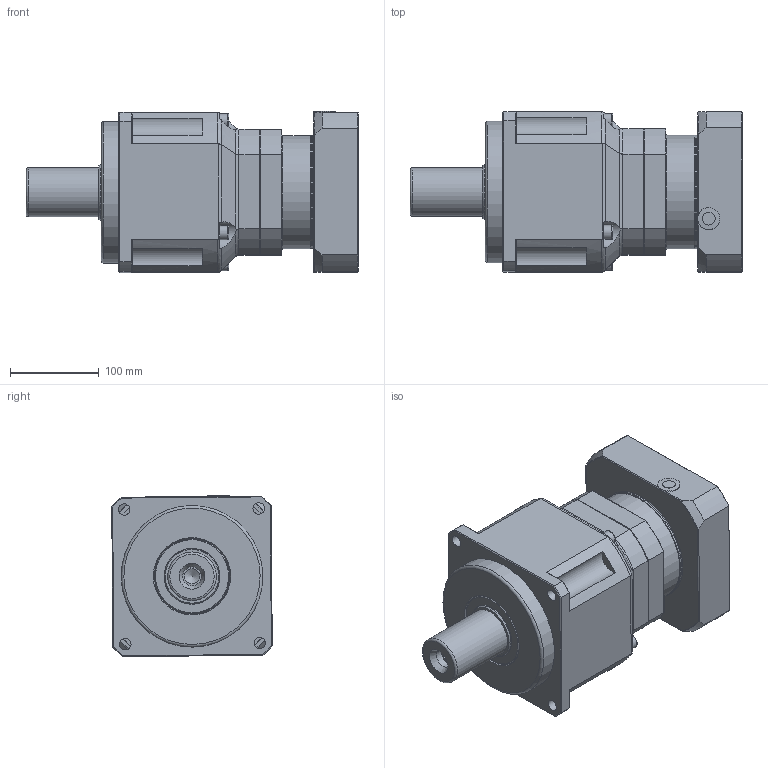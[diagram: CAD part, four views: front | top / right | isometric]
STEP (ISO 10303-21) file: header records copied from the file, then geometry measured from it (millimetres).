
FILE_DESCRIPTION(/* description */ (''),/* implementation_level */ '2;1');
FILE_NAME(/* name */ 'NP18000A2-180A-S1.stp',/* time_stamp */ '2018-08-17T11:41:37+09:00',/* author */ ('Y.J.JI'),/* organization */ (''),/* preprocessor_version */ 'ST-DEVELOPER v15.6',/* originating_system */ 'Autodesk Inventor 2015',/* authorisation */ '');
FILE_SCHEMA (('AUTOMOTIVE_DESIGN { 1 0 10303 214 3 1 1 }'));
Length unit declared in the file: millimetre
Products named in the file (1): NP18000A2-180A-S1
Bounding box: 375 x 181.33 x 181.98 mm (x, y, z)
Volume: 5440916.9 mm3; surface area: 451688.7 mm2
Topology: 2 solids, 23 shells, 509 faces, 1235 edges, 792 vertices
Faces by surface type: plane 222, cylinder 149, cone 82, torus 40, bspline 12, sphere 4
Full cylindrical faces by diameter (mm): 6.647 x10, 8 x6, 8.376 x5, 8.5 x4, 9 x6, 10 x5, 10.106 x4, 11 x5, 12.5 x1, 13 x10, 14 x11, 14.5 x1, 16 x5, 17.294 x1, 21 x1, 25 x1, 38 x1, 48 x1, 55 x1, 63 x2, 85 x2, 94 x1, 100 x1, 128 x2, 135 x1, 160 x2
Entity records: 14390 total; most frequent: CARTESIAN_POINT 3548, DIRECTION 2131, ORIENTED_EDGE 1974, EDGE_CURVE 987, AXIS2_PLACEMENT_3D 893, EDGE_LOOP 736, VERTEX_POINT 711, FACE_OUTER_BOUND 509
